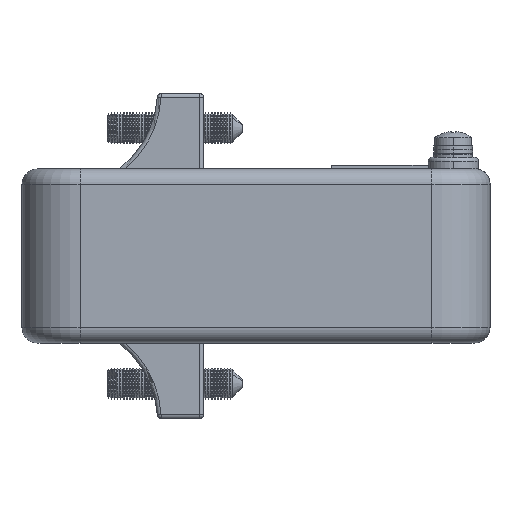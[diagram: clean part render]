
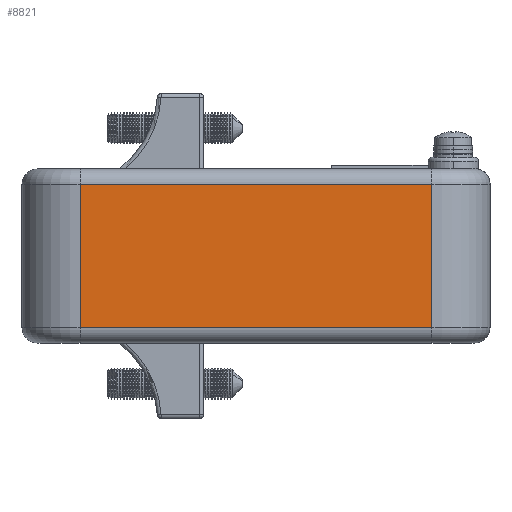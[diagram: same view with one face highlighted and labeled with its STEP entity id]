
A CAD part, left-side view. The second image highlights one B-rep face of the part: STEP entity #8821.
In plain terms, the highlighted planar face has unit normal (-1, 0, 0).
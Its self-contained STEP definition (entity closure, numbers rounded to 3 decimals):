
#397 = LINE ( 'NONE', #24512, #2212 ) ;
#1494 = VERTEX_POINT ( 'NONE', #14309 ) ;
#1560 = ORIENTED_EDGE ( 'NONE', *, *, #2048, .F. ) ;
#1823 = LINE ( 'NONE', #30516, #15021 ) ;
#2048 = EDGE_CURVE ( 'NONE', #29106, #3652, #397, .T. ) ;
#2212 = VECTOR ( 'NONE', #12370, 1000. ) ;
#2435 = DIRECTION ( 'NONE',  ( 1., 0., 0. ) ) ;
#3301 = CARTESIAN_POINT ( 'NONE',  ( 0., -106., 41. ) ) ;
#3652 = VERTEX_POINT ( 'NONE', #5415 ) ;
#5415 = CARTESIAN_POINT ( 'NONE',  ( 0., -106., 4. ) ) ;
#5472 = LINE ( 'NONE', #26895, #19917 ) ;
#5639 = LINE ( 'NONE', #15093, #12359 ) ;
#6715 = EDGE_LOOP ( 'NONE', ( #18960, #8516, #1560, #25709 ) ) ;
#7527 = DIRECTION ( 'NONE',  ( 0., 0., -1. ) ) ;
#7933 = FACE_OUTER_BOUND ( 'NONE', #6715, .T. ) ;
#8516 = ORIENTED_EDGE ( 'NONE', *, *, #27917, .T. ) ;
#8821 = ADVANCED_FACE ( 'NONE', ( #7933 ), #26389, .F. ) ;
#10054 = VERTEX_POINT ( 'NONE', #22157 ) ;
#12359 = VECTOR ( 'NONE', #7527, 1000. ) ;
#12370 = DIRECTION ( 'NONE',  ( 0., 0., -1. ) ) ;
#13271 = EDGE_CURVE ( 'NONE', #29106, #1494, #5472, .T. ) ;
#14309 = CARTESIAN_POINT ( 'NONE',  ( 0., -15., 41. ) ) ;
#15021 = VECTOR ( 'NONE', #21042, 1000. ) ;
#15093 = CARTESIAN_POINT ( 'NONE',  ( 0., -15., 45. ) ) ;
#16753 = EDGE_CURVE ( 'NONE', #1494, #10054, #5639, .T. ) ;
#18960 = ORIENTED_EDGE ( 'NONE', *, *, #16753, .T. ) ;
#19917 = VECTOR ( 'NONE', #26600, 1000. ) ;
#21042 = DIRECTION ( 'NONE',  ( 0., -1., 0. ) ) ;
#21650 = AXIS2_PLACEMENT_3D ( 'NONE', #24025, #2435, #29686 ) ;
#22157 = CARTESIAN_POINT ( 'NONE',  ( 0., -15., 4. ) ) ;
#24025 = CARTESIAN_POINT ( 'NONE',  ( 0., -15., 45. ) ) ;
#24512 = CARTESIAN_POINT ( 'NONE',  ( 0., -106., 45. ) ) ;
#25709 = ORIENTED_EDGE ( 'NONE', *, *, #13271, .T. ) ;
#26389 = PLANE ( 'NONE',  #21650 ) ;
#26600 = DIRECTION ( 'NONE',  ( 0., 1., 0. ) ) ;
#26895 = CARTESIAN_POINT ( 'NONE',  ( 0., -15., 41. ) ) ;
#27917 = EDGE_CURVE ( 'NONE', #10054, #3652, #1823, .T. ) ;
#29106 = VERTEX_POINT ( 'NONE', #3301 ) ;
#29686 = DIRECTION ( 'NONE',  ( 0., 1., 0. ) ) ;
#30516 = CARTESIAN_POINT ( 'NONE',  ( 0., -15., 4. ) ) ;
